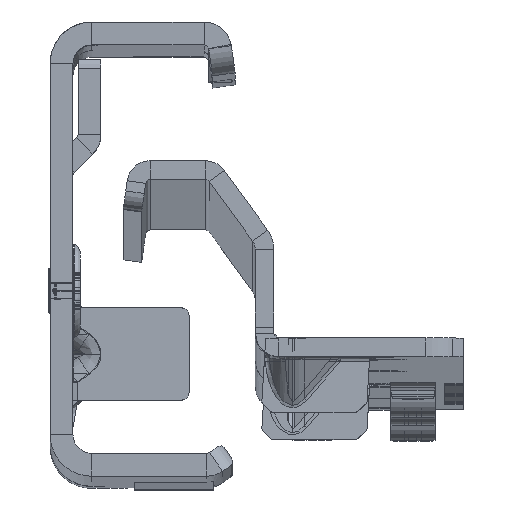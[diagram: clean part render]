
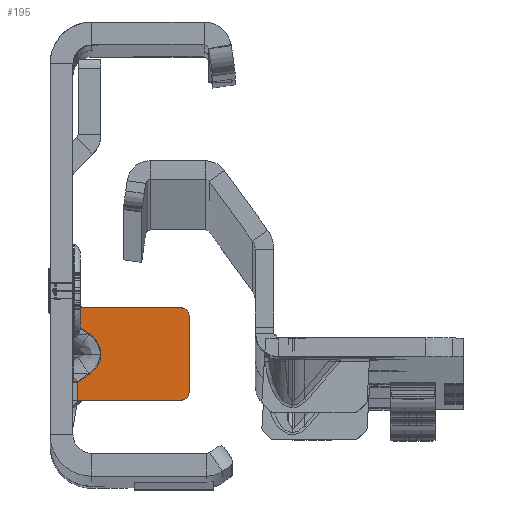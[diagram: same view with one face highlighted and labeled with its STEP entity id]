
A CAD part, top view. The second image highlights one B-rep face of the part: STEP entity #195.
In plain terms, the highlighted planar face has unit normal (0, 0, 1).
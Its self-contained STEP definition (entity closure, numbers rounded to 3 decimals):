
#195 = ADVANCED_FACE ( 'NONE', ( #1603 ), #23642, .F. ) ;
#282 = CARTESIAN_POINT ( 'NONE',  ( 3.565, -8.657, -741.5 ) ) ;
#554 = CARTESIAN_POINT ( 'NONE',  ( 11.5, -14.55, -741.5 ) ) ;
#1603 = FACE_OUTER_BOUND ( 'NONE', #32958, .T. ) ;
#1941 = ORIENTED_EDGE ( 'NONE', *, *, #27737, .T. ) ;
#2264 = ORIENTED_EDGE ( 'NONE', *, *, #16106, .T. ) ;
#2371 = AXIS2_PLACEMENT_3D ( 'NONE', #4000, #28144, #7670 ) ;
#2494 = VERTEX_POINT ( 'NONE', #8593 ) ;
#2603 = CARTESIAN_POINT ( 'NONE',  ( 3.565, -10.443, -741.5 ) ) ;
#2613 = VERTEX_POINT ( 'NONE', #26931 ) ;
#3791 = DIRECTION ( 'NONE',  ( 1., 0., 0. ) ) ;
#3933 = VECTOR ( 'NONE', #23258, 1000. ) ;
#4000 = CARTESIAN_POINT ( 'NONE',  ( 11.5, -5.55, -741.5 ) ) ;
#4429 = LINE ( 'NONE', #14906, #3933 ) ;
#5120 = ORIENTED_EDGE ( 'NONE', *, *, #31564, .T. ) ;
#5269 =( BOUNDED_CURVE ( )  B_SPLINE_CURVE ( 3, ( #24119, #2603, #282, #32272 ),
 .UNSPECIFIED., .F., .T. ) 
 B_SPLINE_CURVE_WITH_KNOTS ( ( 4, 4 ),
 ( 2.356, 3.927 ),
 .UNSPECIFIED. ) 
 CURVE ( )  GEOMETRIC_REPRESENTATION_ITEM ( )  RATIONAL_B_SPLINE_CURVE ( ( 1., 0.805, 0.805, 1. ) ) 
 REPRESENTATION_ITEM ( '' )  );
#5667 = EDGE_CURVE ( 'NONE', #25209, #30175, #14371, .T. ) ;
#5821 = DIRECTION ( 'NONE',  ( 0., 1., 0. ) ) ;
#5823 = ORIENTED_EDGE ( 'NONE', *, *, #19632, .F. ) ;
#5934 = CARTESIAN_POINT ( 'NONE',  ( 0.71, -4.55, -741.5 ) ) ;
#7079 = VECTOR ( 'NONE', #21840, 1000. ) ;
#7432 = ORIENTED_EDGE ( 'NONE', *, *, #34769, .F. ) ;
#7670 = DIRECTION ( 'NONE',  ( 0., 1., 0. ) ) ;
#8251 = EDGE_CURVE ( 'NONE', #32769, #24735, #21072, .T. ) ;
#8593 = CARTESIAN_POINT ( 'NONE',  ( 0.71, -14.55, -741.5 ) ) ;
#8634 = CARTESIAN_POINT ( 'NONE',  ( 11.5, -4.55, -741.5 ) ) ;
#9979 = CARTESIAN_POINT ( 'NONE',  ( -7.344, -4.55, -741.5 ) ) ;
#10188 = VECTOR ( 'NONE', #5821, 1000. ) ;
#10224 = AXIS2_PLACEMENT_3D ( 'NONE', #23277, #23474, #12276 ) ;
#10574 = VERTEX_POINT ( 'NONE', #554 ) ;
#10670 = VERTEX_POINT ( 'NONE', #34997 ) ;
#11128 = CARTESIAN_POINT ( 'NONE',  ( 1.35, -7.091, -741.5 ) ) ;
#11173 = CARTESIAN_POINT ( 'NONE',  ( 0.5, -14.55, -741.5 ) ) ;
#12143 = VECTOR ( 'NONE', #21716, 1000. ) ;
#12276 = DIRECTION ( 'NONE',  ( 0., 1., 0. ) ) ;
#12602 = VECTOR ( 'NONE', #32455, 1000. ) ;
#12867 = CARTESIAN_POINT ( 'NONE',  ( 0.5, -4.55, -741.5 ) ) ;
#14002 = CARTESIAN_POINT ( 'NONE',  ( 0.71, -14.55, -741.5 ) ) ;
#14371 = LINE ( 'NONE', #30169, #10188 ) ;
#14906 = CARTESIAN_POINT ( 'NONE',  ( 12.5, 22.3, -741.5 ) ) ;
#15291 = VECTOR ( 'NONE', #3791, 1000. ) ;
#16106 = EDGE_CURVE ( 'NONE', #25209, #2494, #17860, .T. ) ;
#16572 = LINE ( 'NONE', #21205, #12143 ) ;
#16830 = CARTESIAN_POINT ( 'NONE',  ( 12.5, -5.55, -741.5 ) ) ;
#17511 = ORIENTED_EDGE ( 'NONE', *, *, #22693, .T. ) ;
#17860 = B_SPLINE_CURVE_WITH_KNOTS ( 'NONE', 3,
 ( #11173, #29821, #19011, #14002 ),
 .UNSPECIFIED., .F., .F.,
 ( 4, 4 ),
 ( 0., 0. ),
 .UNSPECIFIED. ) ;
#17941 = EDGE_CURVE ( 'NONE', #22819, #2613, #5269, .T. ) ;
#19011 = CARTESIAN_POINT ( 'NONE',  ( 0.64, -14.55, -741.5 ) ) ;
#19632 = EDGE_CURVE ( 'NONE', #30175, #22819, #21498, .T. ) ;
#20484 = CARTESIAN_POINT ( 'NONE',  ( 0.64, -4.55, -741.5 ) ) ;
#20652 = CARTESIAN_POINT ( 'NONE',  ( -7.344, -14.55, -741.5 ) ) ;
#20791 = DIRECTION ( 'NONE',  ( -1., 0., 0. ) ) ;
#20848 = CARTESIAN_POINT ( 'NONE',  ( 1.778, -11.707, -741.5 ) ) ;
#21018 = AXIS2_PLACEMENT_3D ( 'NONE', #28667, #27969, #26008 ) ;
#21072 = CIRCLE ( 'NONE', #2371, 1. ) ;
#21205 = CARTESIAN_POINT ( 'NONE',  ( 0.5, 22.3, -741.5 ) ) ;
#21273 = LINE ( 'NONE', #11128, #12602 ) ;
#21498 = LINE ( 'NONE', #35010, #7079 ) ;
#21716 = DIRECTION ( 'NONE',  ( 0., 1., 0. ) ) ;
#21840 = DIRECTION ( 'NONE',  ( 0.816, 0.577, 0. ) ) ;
#22680 = CARTESIAN_POINT ( 'NONE',  ( 0.5, -4.55, -741.5 ) ) ;
#22693 = EDGE_CURVE ( 'NONE', #10574, #33276, #34638, .T. ) ;
#22819 = VERTEX_POINT ( 'NONE', #20848 ) ;
#23258 = DIRECTION ( 'NONE',  ( 0., 1., 0. ) ) ;
#23277 = CARTESIAN_POINT ( 'NONE',  ( -7.344, 22.3, -741.5 ) ) ;
#23474 = DIRECTION ( 'NONE',  ( 0., 0., -1. ) ) ;
#23642 = PLANE ( 'NONE',  #10224 ) ;
#23932 = VERTEX_POINT ( 'NONE', #22680 ) ;
#24119 = CARTESIAN_POINT ( 'NONE',  ( 1.778, -11.707, -741.5 ) ) ;
#24529 = CARTESIAN_POINT ( 'NONE',  ( 0.5, -12.61, -741.5 ) ) ;
#24735 = VERTEX_POINT ( 'NONE', #8634 ) ;
#25209 = VERTEX_POINT ( 'NONE', #25654 ) ;
#25351 = EDGE_CURVE ( 'NONE', #10670, #23932, #16572, .T. ) ;
#25654 = CARTESIAN_POINT ( 'NONE',  ( 0.5, -14.55, -741.5 ) ) ;
#25997 = CARTESIAN_POINT ( 'NONE',  ( 0.57, -4.55, -741.5 ) ) ;
#26008 = DIRECTION ( 'NONE',  ( 0., 1., 0. ) ) ;
#26931 = CARTESIAN_POINT ( 'NONE',  ( 1.778, -7.393, -741.5 ) ) ;
#27670 = ORIENTED_EDGE ( 'NONE', *, *, #32542, .T. ) ;
#27737 = EDGE_CURVE ( 'NONE', #2494, #10574, #34166, .T. ) ;
#27969 = DIRECTION ( 'NONE',  ( 0., 0., 1. ) ) ;
#28144 = DIRECTION ( 'NONE',  ( 0., 0., 1. ) ) ;
#28264 = VECTOR ( 'NONE', #20791, 1000. ) ;
#28667 = CARTESIAN_POINT ( 'NONE',  ( 11.5, -13.55, -741.5 ) ) ;
#29012 = CARTESIAN_POINT ( 'NONE',  ( 0.71, -4.55, -741.5 ) ) ;
#29148 = LINE ( 'NONE', #9979, #28264 ) ;
#29821 = CARTESIAN_POINT ( 'NONE',  ( 0.57, -14.55, -741.5 ) ) ;
#30169 = CARTESIAN_POINT ( 'NONE',  ( 0.5, 22.3, -741.5 ) ) ;
#30175 = VERTEX_POINT ( 'NONE', #24529 ) ;
#31564 = EDGE_CURVE ( 'NONE', #24735, #33256, #29148, .T. ) ;
#32272 = CARTESIAN_POINT ( 'NONE',  ( 1.778, -7.393, -741.5 ) ) ;
#32455 = DIRECTION ( 'NONE',  ( -0.816, 0.577, 0. ) ) ;
#32542 = EDGE_CURVE ( 'NONE', #33276, #32769, #4429, .T. ) ;
#32769 = VERTEX_POINT ( 'NONE', #16830 ) ;
#32791 = ORIENTED_EDGE ( 'NONE', *, *, #25351, .F. ) ;
#32958 = EDGE_LOOP ( 'NONE', ( #7432, #33573, #5823, #33915, #2264, #1941, #17511, #27670, #34580, #5120, #33086, #32791 ) ) ;
#33086 = ORIENTED_EDGE ( 'NONE', *, *, #34168, .F. ) ;
#33119 = CARTESIAN_POINT ( 'NONE',  ( 12.5, -13.55, -741.5 ) ) ;
#33256 = VERTEX_POINT ( 'NONE', #5934 ) ;
#33276 = VERTEX_POINT ( 'NONE', #33119 ) ;
#33573 = ORIENTED_EDGE ( 'NONE', *, *, #17941, .F. ) ;
#33915 = ORIENTED_EDGE ( 'NONE', *, *, #5667, .F. ) ;
#34019 = B_SPLINE_CURVE_WITH_KNOTS ( 'NONE', 3,
 ( #12867, #25997, #20484, #29012 ),
 .UNSPECIFIED., .F., .F.,
 ( 4, 4 ),
 ( 0., 0. ),
 .UNSPECIFIED. ) ;
#34166 = LINE ( 'NONE', #20652, #15291 ) ;
#34168 = EDGE_CURVE ( 'NONE', #23932, #33256, #34019, .T. ) ;
#34580 = ORIENTED_EDGE ( 'NONE', *, *, #8251, .T. ) ;
#34638 = CIRCLE ( 'NONE', #21018, 1. ) ;
#34769 = EDGE_CURVE ( 'NONE', #2613, #10670, #21273, .T. ) ;
#34997 = CARTESIAN_POINT ( 'NONE',  ( 0.5, -6.49, -741.5 ) ) ;
#35010 = CARTESIAN_POINT ( 'NONE',  ( 2.628, -11.106, -741.5 ) ) ;
